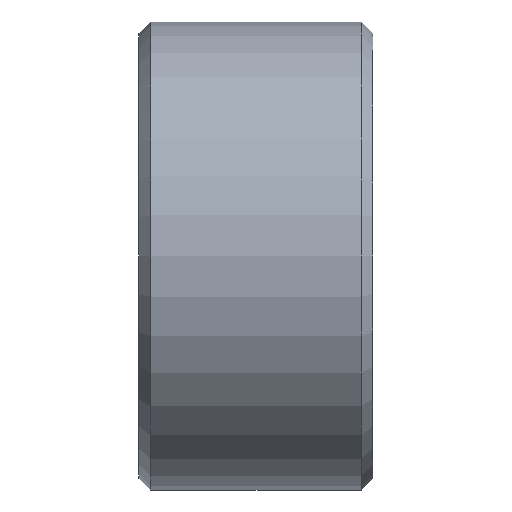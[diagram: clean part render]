
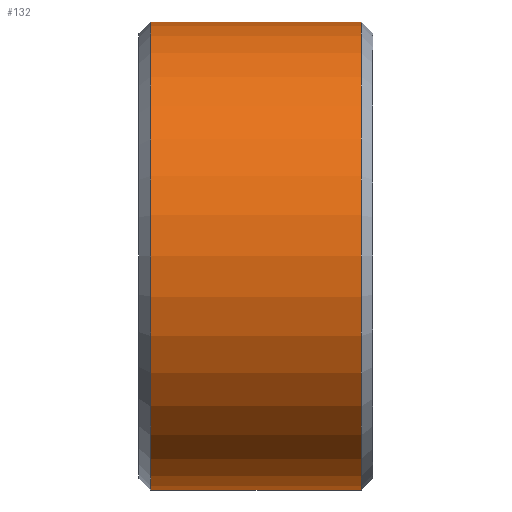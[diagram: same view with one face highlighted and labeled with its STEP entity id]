
A CAD part, left-side view. The second image highlights one B-rep face of the part: STEP entity #132.
In plain terms, the highlighted cylindrical face has radius 4 mm (diameter 8 mm), a partial arc.
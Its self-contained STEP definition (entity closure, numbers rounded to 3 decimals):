
#6 = CARTESIAN_POINT ( 'NONE',  ( 0., 3.8, -4. ) ) ;
#12 = ORIENTED_EDGE ( 'NONE', *, *, #193, .T. ) ;
#20 = ORIENTED_EDGE ( 'NONE', *, *, #162, .T. ) ;
#31 = DIRECTION ( 'NONE',  ( 0., -1., 0. ) ) ;
#36 = AXIS2_PLACEMENT_3D ( 'NONE', #81, #101, #271 ) ;
#41 = AXIS2_PLACEMENT_3D ( 'NONE', #50, #291, #74 ) ;
#50 = CARTESIAN_POINT ( 'NONE',  ( 0., 4., 0. ) ) ;
#53 = CARTESIAN_POINT ( 'NONE',  ( 0., 3.8, 4. ) ) ;
#63 = AXIS2_PLACEMENT_3D ( 'NONE', #213, #310, #96 ) ;
#69 = LINE ( 'NONE', #174, #262 ) ;
#74 = DIRECTION ( 'NONE',  ( 0., 0., -1. ) ) ;
#77 = CYLINDRICAL_SURFACE ( 'NONE', #41, 4. ) ;
#81 = CARTESIAN_POINT ( 'NONE',  ( 0., 0.2, 0. ) ) ;
#84 = VERTEX_POINT ( 'NONE', #53 ) ;
#87 = CIRCLE ( 'NONE', #36, 4. ) ;
#92 = VECTOR ( 'NONE', #31, 1000. ) ;
#93 = FACE_OUTER_BOUND ( 'NONE', #122, .T. ) ;
#96 = DIRECTION ( 'NONE',  ( 0., 0., 1. ) ) ;
#101 = DIRECTION ( 'NONE',  ( 0., 1., 0. ) ) ;
#104 = CARTESIAN_POINT ( 'NONE',  ( 0., 4., 4. ) ) ;
#111 = EDGE_CURVE ( 'NONE', #84, #313, #290, .T. ) ;
#122 = EDGE_LOOP ( 'NONE', ( #254, #160, #12, #20 ) ) ;
#129 = CARTESIAN_POINT ( 'NONE',  ( 0., 0.2, 4. ) ) ;
#132 = ADVANCED_FACE ( 'NONE', ( #93 ), #77, .T. ) ;
#147 = DIRECTION ( 'NONE',  ( 0., -1., 0. ) ) ;
#153 = LINE ( 'NONE', #104, #92 ) ;
#160 = ORIENTED_EDGE ( 'NONE', *, *, #111, .T. ) ;
#162 = EDGE_CURVE ( 'NONE', #183, #249, #87, .T. ) ;
#174 = CARTESIAN_POINT ( 'NONE',  ( 0., 4., -4. ) ) ;
#183 = VERTEX_POINT ( 'NONE', #248 ) ;
#193 = EDGE_CURVE ( 'NONE', #313, #183, #69, .T. ) ;
#203 = EDGE_CURVE ( 'NONE', #84, #249, #153, .T. ) ;
#213 = CARTESIAN_POINT ( 'NONE',  ( 0., 3.8, 0. ) ) ;
#248 = CARTESIAN_POINT ( 'NONE',  ( 0., 0.2, -4. ) ) ;
#249 = VERTEX_POINT ( 'NONE', #129 ) ;
#254 = ORIENTED_EDGE ( 'NONE', *, *, #203, .F. ) ;
#262 = VECTOR ( 'NONE', #147, 1000. ) ;
#271 = DIRECTION ( 'NONE',  ( 0., 0., 1. ) ) ;
#290 = CIRCLE ( 'NONE', #63, 4. ) ;
#291 = DIRECTION ( 'NONE',  ( 0., -1., 0. ) ) ;
#310 = DIRECTION ( 'NONE',  ( 0., -1., 0. ) ) ;
#313 = VERTEX_POINT ( 'NONE', #6 ) ;
